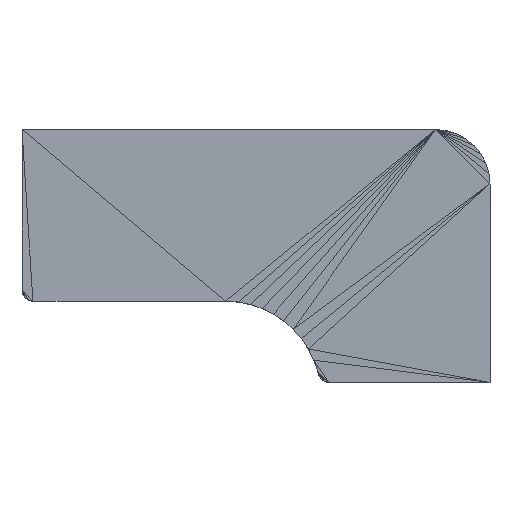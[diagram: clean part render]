
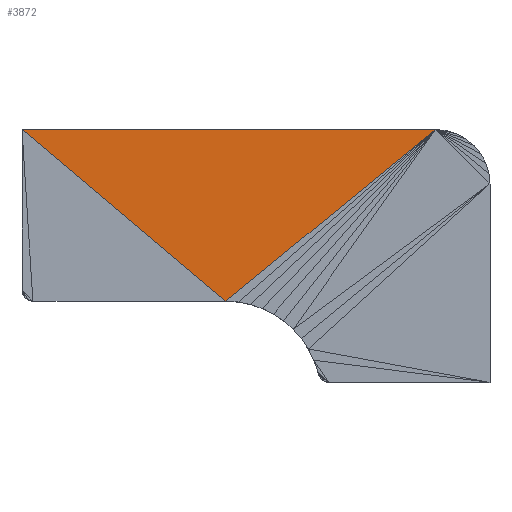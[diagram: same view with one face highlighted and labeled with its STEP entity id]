
A CAD part, top view. The second image highlights one B-rep face of the part: STEP entity #3872.
In plain terms, the highlighted planar face has unit normal (0, 0, 1).
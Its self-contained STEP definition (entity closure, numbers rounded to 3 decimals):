
#3095 = VERTEX_POINT('',#3096);
#3096 = CARTESIAN_POINT('',(4.815,6.755,1.8)
  );
#3781 = PLANE('',#3782);
#3782 = AXIS2_PLACEMENT_3D('',#3783,#3784,#3785);
#3783 = CARTESIAN_POINT('',(2.389,4.704,1.8
    ));
#3784 = DIRECTION('',(0.,0.,1.));
#3785 = DIRECTION('',(1.,0.,-0.));
#3821 = EDGE_CURVE('',#3095,#3822,#3824,.T.);
#3822 = VERTEX_POINT('',#3823);
#3823 = CARTESIAN_POINT('',(-0.071,2.755,
    1.8));
#3824 = SURFACE_CURVE('',#3825,(#3829,#3836),.PCURVE_S1.);
#3825 = LINE('',#3826,#3827);
#3826 = CARTESIAN_POINT('',(4.815,6.755,1.8)
  );
#3827 = VECTOR('',#3828,1.);
#3828 = DIRECTION('',(-0.774,-0.633,0.));
#3829 = PCURVE('',#3781,#3830);
#3830 = DEFINITIONAL_REPRESENTATION('',(#3831),#3835);
#3831 = LINE('',#3832,#3833);
#3832 = CARTESIAN_POINT('',(2.426,2.051));
#3833 = VECTOR('',#3834,1.);
#3834 = DIRECTION('',(-0.774,-0.633));
#3835 = ( GEOMETRIC_REPRESENTATION_CONTEXT(2) 
PARAMETRIC_REPRESENTATION_CONTEXT() REPRESENTATION_CONTEXT('2D SPACE',''
  ) );
#3836 = PCURVE('',#3837,#3842);
#3837 = PLANE('',#3838);
#3838 = AXIS2_PLACEMENT_3D('',#3839,#3840,#3841);
#3839 = CARTESIAN_POINT('',(-0.008,5.625,
    1.8));
#3840 = DIRECTION('',(0.,0.,1.));
#3841 = DIRECTION('',(0.,1.,0.));
#3842 = DEFINITIONAL_REPRESENTATION('',(#3843),#3846);
#3843 = B_SPLINE_CURVE_WITH_KNOTS('',1,(#3844,#3845),.UNSPECIFIED.,.F.,
  .F.,(2,2),(0.,6.315),.PIECEWISE_BEZIER_KNOTS.);
#3844 = CARTESIAN_POINT('',(1.13,-4.823));
#3845 = CARTESIAN_POINT('',(-2.87,0.063));
#3846 = ( GEOMETRIC_REPRESENTATION_CONTEXT(2) 
PARAMETRIC_REPRESENTATION_CONTEXT() REPRESENTATION_CONTEXT('2D SPACE',''
  ) );
#3872 = ADVANCED_FACE('',(#3873),#3837,.T.);
#3873 = FACE_BOUND('',#3874,.T.);
#3874 = EDGE_LOOP('',(#3875,#3902,#3927));
#3875 = ORIENTED_EDGE('',*,*,#3876,.T.);
#3876 = EDGE_CURVE('',#3095,#3877,#3879,.T.);
#3877 = VERTEX_POINT('',#3878);
#3878 = CARTESIAN_POINT('',(-4.815,6.755,1.8
    ));
#3879 = SURFACE_CURVE('',#3880,(#3884,#3891),.PCURVE_S1.);
#3880 = LINE('',#3881,#3882);
#3881 = CARTESIAN_POINT('',(4.815,6.755,1.8)
  );
#3882 = VECTOR('',#3883,1.);
#3883 = DIRECTION('',(-1.,0.,0.));
#3884 = PCURVE('',#3837,#3885);
#3885 = DEFINITIONAL_REPRESENTATION('',(#3886),#3890);
#3886 = LINE('',#3887,#3888);
#3887 = CARTESIAN_POINT('',(1.13,-4.823));
#3888 = VECTOR('',#3889,1.);
#3889 = DIRECTION('',(0.,1.));
#3890 = ( GEOMETRIC_REPRESENTATION_CONTEXT(2) 
PARAMETRIC_REPRESENTATION_CONTEXT() REPRESENTATION_CONTEXT('2D SPACE',''
  ) );
#3891 = PCURVE('',#3892,#3897);
#3892 = PLANE('',#3893);
#3893 = AXIS2_PLACEMENT_3D('',#3894,#3895,#3896);
#3894 = CARTESIAN_POINT('',(0.408,6.755,1.308
    ));
#3895 = DIRECTION('',(0.,1.,0.));
#3896 = DIRECTION('',(0.,-0.,1.));
#3897 = DEFINITIONAL_REPRESENTATION('',(#3898),#3901);
#3898 = B_SPLINE_CURVE_WITH_KNOTS('',1,(#3899,#3900),.UNSPECIFIED.,.F.,
  .F.,(2,2),(0.,9.63),.PIECEWISE_BEZIER_KNOTS.);
#3899 = CARTESIAN_POINT('',(0.492,4.407));
#3900 = CARTESIAN_POINT('',(0.492,-5.223));
#3901 = ( GEOMETRIC_REPRESENTATION_CONTEXT(2) 
PARAMETRIC_REPRESENTATION_CONTEXT() REPRESENTATION_CONTEXT('2D SPACE',''
  ) );
#3902 = ORIENTED_EDGE('',*,*,#3903,.T.);
#3903 = EDGE_CURVE('',#3877,#3822,#3904,.T.);
#3904 = SURFACE_CURVE('',#3905,(#3909,#3916),.PCURVE_S1.);
#3905 = LINE('',#3906,#3907);
#3906 = CARTESIAN_POINT('',(-4.815,6.755,1.8
    ));
#3907 = VECTOR('',#3908,1.);
#3908 = DIRECTION('',(0.765,-0.645,0.));
#3909 = PCURVE('',#3837,#3910);
#3910 = DEFINITIONAL_REPRESENTATION('',(#3911),#3915);
#3911 = LINE('',#3912,#3913);
#3912 = CARTESIAN_POINT('',(1.13,4.807));
#3913 = VECTOR('',#3914,1.);
#3914 = DIRECTION('',(-0.645,-0.765));
#3915 = ( GEOMETRIC_REPRESENTATION_CONTEXT(2) 
PARAMETRIC_REPRESENTATION_CONTEXT() REPRESENTATION_CONTEXT('2D SPACE',''
  ) );
#3916 = PCURVE('',#3917,#3922);
#3917 = PLANE('',#3918);
#3918 = AXIS2_PLACEMENT_3D('',#3919,#3920,#3921);
#3919 = CARTESIAN_POINT('',(-3.016,4.144,
    1.8));
#3920 = DIRECTION('',(0.,0.,1.));
#3921 = DIRECTION('',(0.,1.,0.));
#3922 = DEFINITIONAL_REPRESENTATION('',(#3923),#3926);
#3923 = B_SPLINE_CURVE_WITH_KNOTS('',1,(#3924,#3925),.UNSPECIFIED.,.F.,
  .F.,(2,2),(0.,6.205),.PIECEWISE_BEZIER_KNOTS.);
#3924 = CARTESIAN_POINT('',(2.611,1.799));
#3925 = CARTESIAN_POINT('',(-1.389,-2.945));
#3926 = ( GEOMETRIC_REPRESENTATION_CONTEXT(2) 
PARAMETRIC_REPRESENTATION_CONTEXT() REPRESENTATION_CONTEXT('2D SPACE',''
  ) );
#3927 = ORIENTED_EDGE('',*,*,#3821,.F.);
